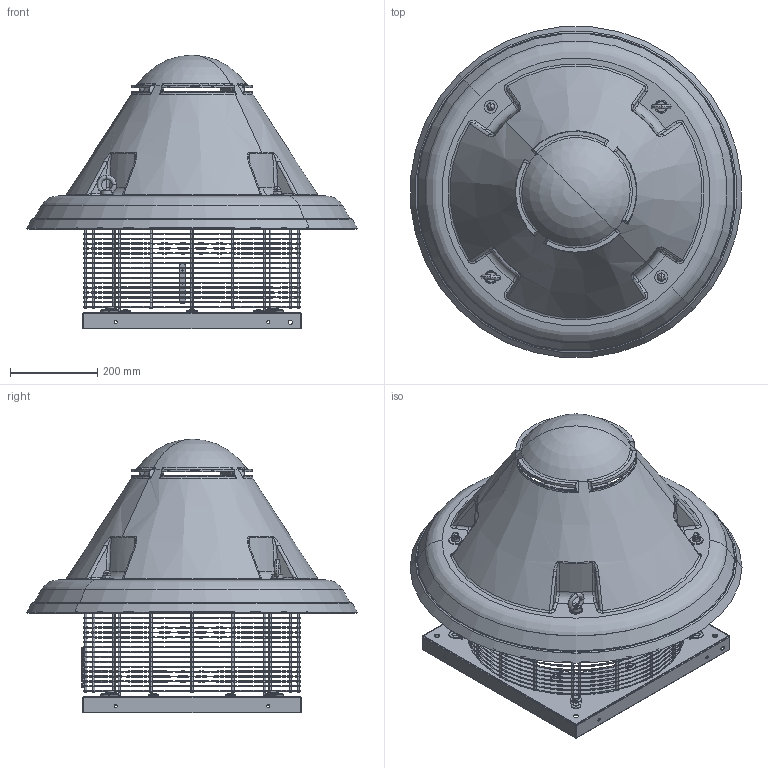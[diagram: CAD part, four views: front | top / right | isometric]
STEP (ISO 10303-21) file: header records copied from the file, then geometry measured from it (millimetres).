
FILE_DESCRIPTION (( 'STEP AP203' ), '1' );
FILE_NAME ('FC-P 354.STEP', '2022-03-09T14:04:40', ( '' ), ( '' ), 'SwSTEP 2.0', 'SolidWorks 2018', '' );
FILE_SCHEMA (( 'CONFIG_CONTROL_DESIGN' ));
Length unit declared in the file: millimetre
Products named in the file (21): R743_5RO1008_25x9.STEP; DIN6798A M8 Z-Dent_5RO1988.STEP; ISO 7093 M6x24 Z_5RO3005.STEP; DADO CIECO M10 Z_5DA3006.STEP; 5RI1042-Inserto-H-Esag-T-Rid-M6-CHIUSO.STEP; ISO 4032 M8 8 Z_5DA2019.STEP; FC-P 354.STEP; I579A-5BA3512-Base FC 35P.STEP; ISO 4017 TE M6x16 8.8 Z_5VT5117.STEP; I878_5CE3502_Rete35-D500-H247.STEP; FC-P 354; DIN 582 - M10 Z_5GA1001.STEP; ISO 4032 M10 8 Z_5DA2003.STEP; ISO 7093 M8x24 Z_5RO3009.STEP; DIN6798A M10 Z-Dent_5RO1990.STEP; ISO 4017 TE M8x25 8.8 Z_5VT5122.STEP; ISO 7093 M10x30 Z_5RO3016.STEP; D566-5CO1321-CAP-FC35.STEP; I617B-5PM2049-Portam-35P-Gr71.STEP; ISO 4017 TE M10x40 8.8 Z_5VT5020.STEP; ISO 7089 M10x20 Z_5RO3012.STEP
Assembly tree (79 placements, depth 3):
  FC-P 354
    FC-P 354.STEP
      I579A-5BA3512-Base FC 35P.STEP
      I878_5CE3502_Rete35-D500-H247.STEP
      I617B-5PM2049-Portam-35P-Gr71.STEP
      D566-5CO1321-CAP-FC35.STEP
      5RI1042-Inserto-H-Esag-T-Rid-M6-CHIUSO.STEP  x6
      ISO 4017 TE M6x16 8.8 Z_5VT5117.STEP  x6
      ISO 7093 M6x24 Z_5RO3005.STEP  x6
      ISO 4017 TE M8x25 8.8 Z_5VT5122.STEP  x4
      ISO 4032 M8 8 Z_5DA2019.STEP  x4
      DIN6798A M8 Z-Dent_5RO1988.STEP  x4
      ISO 7093 M8x24 Z_5RO3009.STEP  x8
      R743_5RO1008_25x9.STEP  x4
      ISO 4017 TE M10x40 8.8 Z_5VT5020.STEP  x4
      ISO 7093 M10x30 Z_5RO3016.STEP  x12
      ISO 7089 M10x20 Z_5RO3012.STEP  x4
      DIN6798A M10 Z-Dent_5RO1990.STEP  x4
      ISO 4032 M10 8 Z_5DA2003.STEP  x4
      DIN 582 - M10 Z_5GA1001.STEP  x2
      DADO CIECO M10 Z_5DA3006.STEP  x2
Bounding box: 757.3 x 757.3 x 626.5 mm (x, y, z)
Volume: 3846375 mm3; surface area: 3018179.1 mm2
Topology: 90 solids, 90 shells, 2533 faces, 7062 edges, 4534 vertices
Faces by surface type: plane 1183, cylinder 582, cone 428, torus 208, bspline 124, sphere 8
Entity records: 69609 total; most frequent: CARTESIAN_POINT 34907, ORIENTED_EDGE 6922, DIRECTION 6106, EDGE_CURVE 3461, AXIS2_PLACEMENT_3D 2501, VERTEX_POINT 2185, EDGE_LOOP 1440, CIRCLE 1379
